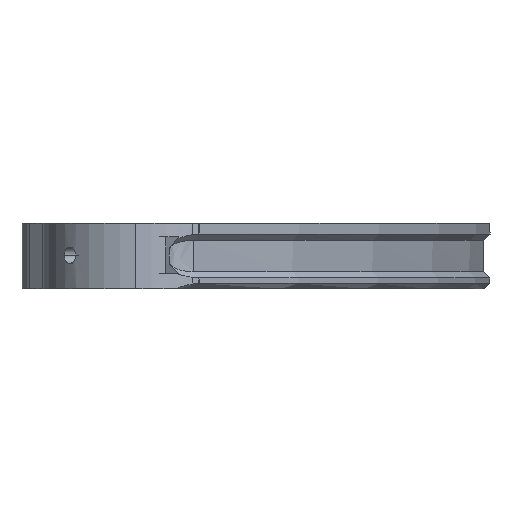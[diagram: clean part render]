
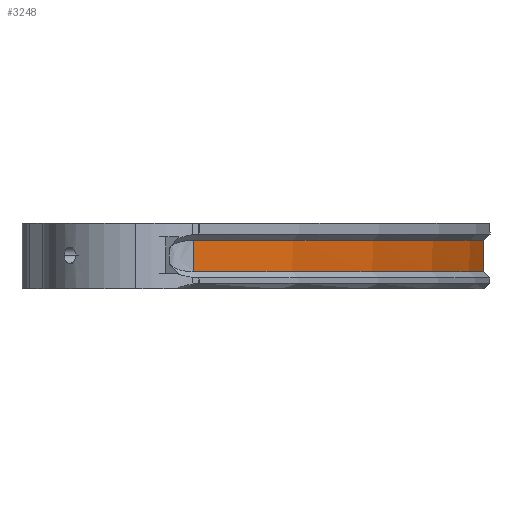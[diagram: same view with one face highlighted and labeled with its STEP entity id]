
A CAD part, front view. The second image highlights one B-rep face of the part: STEP entity #3248.
In plain terms, the highlighted cylindrical face has radius 178.9 mm (diameter 357.8 mm), a partial arc.
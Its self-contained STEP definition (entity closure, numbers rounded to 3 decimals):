
#133 = CARTESIAN_POINT ( 'NONE',  ( -108.9, 118.216, -1.484 ) ) ;
#260 = CARTESIAN_POINT ( 'NONE',  ( -114.094, -130.608, -1.484 ) ) ;
#297 = DIRECTION ( 'NONE',  ( 0., 1., 0. ) ) ;
#315 = EDGE_CURVE ( 'NONE', #2480, #3467, #1176, .T. ) ;
#371 = CARTESIAN_POINT ( 'NONE',  ( -108.901, 118.217, -1.487 ) ) ;
#564 = ORIENTED_EDGE ( 'NONE', *, *, #3768, .T. ) ;
#642 = B_SPLINE_CURVE_WITH_KNOTS ( 'NONE', 3,
 ( #3627, #5185, #2767, #4402 ),
 .UNSPECIFIED., .F., .F.,
 ( 4, 4 ),
 ( 0., 1. ),
 .UNSPECIFIED. ) ;
#717 = DIRECTION ( 'NONE',  ( 0., 0., 1. ) ) ;
#730 = DIRECTION ( 'NONE',  ( 0., 0., -1. ) ) ;
#837 = VECTOR ( 'NONE', #5114, 1000. ) ;
#844 = CARTESIAN_POINT ( 'NONE',  ( -131.171, 138.478, 1.416 ) ) ;
#945 = EDGE_CURVE ( 'NONE', #2838, #2480, #3402, .T. ) ;
#955 = AXIS2_PLACEMENT_3D ( 'NONE', #4082, #717, #4609 ) ;
#984 = B_SPLINE_CURVE_WITH_KNOTS ( 'NONE', 3,
 ( #4734, #2249, #3531, #1528 ),
 .UNSPECIFIED., .F., .F.,
 ( 4, 4 ),
 ( 0., 1. ),
 .UNSPECIFIED. ) ;
#1159 = CYLINDRICAL_SURFACE ( 'NONE', #1753, 178.9 ) ;
#1176 = LINE ( 'NONE', #3208, #2907 ) ;
#1182 = LINE ( 'NONE', #2304, #837 ) ;
#1229 = VERTEX_POINT ( 'NONE', #371 ) ;
#1521 = DIRECTION ( 'NONE',  ( 0., 0., -1. ) ) ;
#1528 = CARTESIAN_POINT ( 'NONE',  ( -114.094, -130.608, 4.316 ) ) ;
#1666 = EDGE_CURVE ( 'NONE', #3467, #4367, #4421, .T. ) ;
#1705 = ORIENTED_EDGE ( 'NONE', *, *, #3149, .F. ) ;
#1753 = AXIS2_PLACEMENT_3D ( 'NONE', #2774, #4385, #297 ) ;
#1977 = EDGE_CURVE ( 'NONE', #1229, #3033, #642, .T. ) ;
#2249 = CARTESIAN_POINT ( 'NONE',  ( -114.094, -130.608, 0.449 ) ) ;
#2304 = CARTESIAN_POINT ( 'NONE',  ( -108.901, 118.217, -3.584 ) ) ;
#2381 = FACE_OUTER_BOUND ( 'NONE', #2465, .T. ) ;
#2465 = EDGE_LOOP ( 'NONE', ( #3409, #3859, #564, #4344, #1705, #2657, #2895 ) ) ;
#2480 = VERTEX_POINT ( 'NONE', #4356 ) ;
#2484 = AXIS2_PLACEMENT_3D ( 'NONE', #5152, #730, #2786 ) ;
#2657 = ORIENTED_EDGE ( 'NONE', *, *, #1666, .F. ) ;
#2767 = CARTESIAN_POINT ( 'NONE',  ( -108.901, 118.217, -1.485 ) ) ;
#2774 = CARTESIAN_POINT ( 'NONE',  ( -240., -3.513, -3.584 ) ) ;
#2786 = DIRECTION ( 'NONE',  ( 0., 1., 0. ) ) ;
#2838 = VERTEX_POINT ( 'NONE', #3423 ) ;
#2895 = ORIENTED_EDGE ( 'NONE', *, *, #315, .F. ) ;
#2907 = VECTOR ( 'NONE', #1521, 1000. ) ;
#3033 = VERTEX_POINT ( 'NONE', #133 ) ;
#3149 = EDGE_CURVE ( 'NONE', #4367, #1229, #1182, .T. ) ;
#3157 = DIRECTION ( 'NONE',  ( 0., 1., 0. ) ) ;
#3208 = CARTESIAN_POINT ( 'NONE',  ( -131.171, 138.478, -3.584 ) ) ;
#3248 = ADVANCED_FACE ( 'NONE', ( #2381 ), #1159, .T. ) ;
#3283 = VERTEX_POINT ( 'NONE', #260 ) ;
#3380 = CARTESIAN_POINT ( 'NONE',  ( -108.901, 118.217, 1.416 ) ) ;
#3402 = CIRCLE ( 'NONE', #955, 178.9 ) ;
#3409 = ORIENTED_EDGE ( 'NONE', *, *, #945, .F. ) ;
#3423 = CARTESIAN_POINT ( 'NONE',  ( -114.094, -130.608, 4.316 ) ) ;
#3467 = VERTEX_POINT ( 'NONE', #844 ) ;
#3531 = CARTESIAN_POINT ( 'NONE',  ( -114.094, -130.608, 2.383 ) ) ;
#3627 = CARTESIAN_POINT ( 'NONE',  ( -108.901, 118.217, -1.487 ) ) ;
#3701 = CIRCLE ( 'NONE', #4388, 178.9 ) ;
#3768 = EDGE_CURVE ( 'NONE', #3283, #3033, #3701, .T. ) ;
#3859 = ORIENTED_EDGE ( 'NONE', *, *, #5004, .F. ) ;
#4082 = CARTESIAN_POINT ( 'NONE',  ( -240., -3.513, 4.316 ) ) ;
#4344 = ORIENTED_EDGE ( 'NONE', *, *, #1977, .F. ) ;
#4356 = CARTESIAN_POINT ( 'NONE',  ( -131.171, 138.478, 4.316 ) ) ;
#4367 = VERTEX_POINT ( 'NONE', #3380 ) ;
#4385 = DIRECTION ( 'NONE',  ( 0., 0., -1. ) ) ;
#4388 = AXIS2_PLACEMENT_3D ( 'NONE', #5072, #5151, #3157 ) ;
#4402 = CARTESIAN_POINT ( 'NONE',  ( -108.9, 118.216, -1.484 ) ) ;
#4421 = CIRCLE ( 'NONE', #2484, 178.9 ) ;
#4609 = DIRECTION ( 'NONE',  ( 0., 1., 0. ) ) ;
#4734 = CARTESIAN_POINT ( 'NONE',  ( -114.094, -130.608, -1.484 ) ) ;
#5004 = EDGE_CURVE ( 'NONE', #3283, #2838, #984, .T. ) ;
#5072 = CARTESIAN_POINT ( 'NONE',  ( -240., -3.513, -1.484 ) ) ;
#5114 = DIRECTION ( 'NONE',  ( 0., 0., -1. ) ) ;
#5151 = DIRECTION ( 'NONE',  ( 0., 0., 1. ) ) ;
#5152 = CARTESIAN_POINT ( 'NONE',  ( -240., -3.513, 1.416 ) ) ;
#5185 = CARTESIAN_POINT ( 'NONE',  ( -108.901, 118.217, -1.486 ) ) ;
